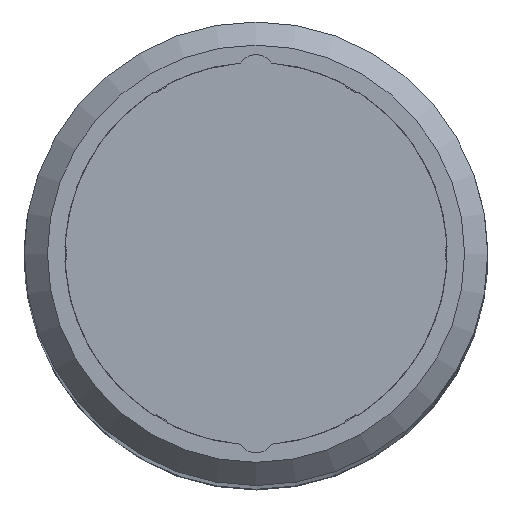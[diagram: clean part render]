
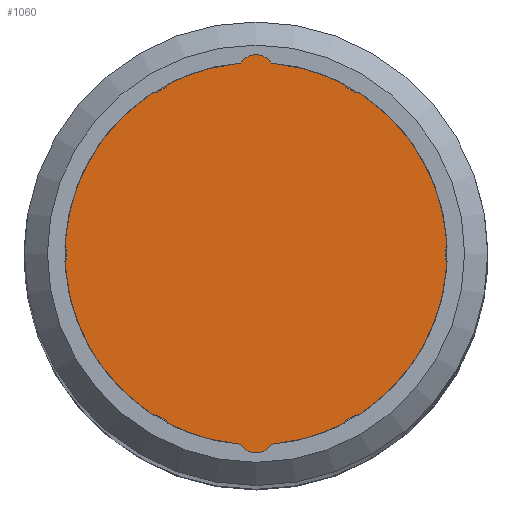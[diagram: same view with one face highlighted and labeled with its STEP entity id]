
A CAD part, top view. The second image highlights one B-rep face of the part: STEP entity #1060.
In plain terms, the highlighted planar face has unit normal (0, 0, 1).
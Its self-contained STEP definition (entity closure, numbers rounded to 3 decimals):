
#90=LINE('',#2032,#138);
#91=LINE('',#2040,#139);
#92=LINE('',#2044,#140);
#93=LINE('',#2048,#141);
#94=LINE('',#2052,#142);
#95=LINE('',#2056,#143);
#96=LINE('',#2060,#144);
#97=LINE('',#2068,#145);
#98=LINE('',#2072,#146);
#99=LINE('',#2076,#147);
#100=LINE('',#2080,#148);
#101=LINE('',#2083,#149);
#138=VECTOR('',#1346,0.068);
#139=VECTOR('',#1353,0.068);
#140=VECTOR('',#1356,0.068);
#141=VECTOR('',#1359,0.068);
#142=VECTOR('',#1362,0.068);
#143=VECTOR('',#1365,0.068);
#144=VECTOR('',#1368,0.068);
#145=VECTOR('',#1375,0.068);
#146=VECTOR('',#1378,0.068);
#147=VECTOR('',#1381,0.068);
#148=VECTOR('',#1384,0.068);
#149=VECTOR('',#1387,0.068);
#180=PLANE('',#1148);
#258=FACE_OUTER_BOUND('',#321,.T.);
#321=EDGE_LOOP('',(#857,#858,#859,#860,#861,#862,#863,#864,#865,#866,#867,
#868,#869,#870,#871,#872,#873,#874,#875,#876,#877,#878,#879,#880,#881,#882,
#883,#884));
#381=CIRCLE('',#1149,4.9);
#382=CIRCLE('',#1150,4.95);
#383=CIRCLE('',#1151,0.5);
#384=CIRCLE('',#1152,4.95);
#385=CIRCLE('',#1153,4.9);
#386=CIRCLE('',#1154,4.95);
#387=CIRCLE('',#1155,4.9);
#388=CIRCLE('',#1156,4.95);
#389=CIRCLE('',#1157,4.9);
#390=CIRCLE('',#1158,4.95);
#391=CIRCLE('',#1159,0.5);
#392=CIRCLE('',#1160,4.95);
#393=CIRCLE('',#1161,4.9);
#394=CIRCLE('',#1162,4.95);
#395=CIRCLE('',#1163,4.9);
#396=CIRCLE('',#1164,4.95);
#481=VERTEX_POINT('',#2028);
#482=VERTEX_POINT('',#2029);
#483=VERTEX_POINT('',#2031);
#484=VERTEX_POINT('',#2033);
#485=VERTEX_POINT('',#2035);
#486=VERTEX_POINT('',#2037);
#487=VERTEX_POINT('',#2039);
#488=VERTEX_POINT('',#2041);
#489=VERTEX_POINT('',#2043);
#490=VERTEX_POINT('',#2045);
#491=VERTEX_POINT('',#2047);
#492=VERTEX_POINT('',#2049);
#493=VERTEX_POINT('',#2051);
#494=VERTEX_POINT('',#2053);
#495=VERTEX_POINT('',#2055);
#496=VERTEX_POINT('',#2057);
#497=VERTEX_POINT('',#2059);
#498=VERTEX_POINT('',#2061);
#499=VERTEX_POINT('',#2063);
#500=VERTEX_POINT('',#2065);
#501=VERTEX_POINT('',#2067);
#502=VERTEX_POINT('',#2069);
#503=VERTEX_POINT('',#2071);
#504=VERTEX_POINT('',#2073);
#505=VERTEX_POINT('',#2075);
#506=VERTEX_POINT('',#2077);
#507=VERTEX_POINT('',#2079);
#508=VERTEX_POINT('',#2081);
#651=EDGE_CURVE('',#481,#482,#381,.T.);
#652=EDGE_CURVE('',#483,#481,#90,.T.);
#653=EDGE_CURVE('',#484,#483,#382,.T.);
#654=EDGE_CURVE('',#485,#484,#383,.T.);
#655=EDGE_CURVE('',#486,#485,#384,.T.);
#656=EDGE_CURVE('',#487,#486,#91,.T.);
#657=EDGE_CURVE('',#488,#487,#385,.T.);
#658=EDGE_CURVE('',#489,#488,#92,.T.);
#659=EDGE_CURVE('',#490,#489,#386,.T.);
#660=EDGE_CURVE('',#491,#490,#93,.T.);
#661=EDGE_CURVE('',#492,#491,#387,.T.);
#662=EDGE_CURVE('',#493,#492,#94,.T.);
#663=EDGE_CURVE('',#494,#493,#388,.T.);
#664=EDGE_CURVE('',#495,#494,#95,.T.);
#665=EDGE_CURVE('',#496,#495,#389,.T.);
#666=EDGE_CURVE('',#497,#496,#96,.T.);
#667=EDGE_CURVE('',#498,#497,#390,.T.);
#668=EDGE_CURVE('',#499,#498,#391,.T.);
#669=EDGE_CURVE('',#500,#499,#392,.T.);
#670=EDGE_CURVE('',#501,#500,#97,.T.);
#671=EDGE_CURVE('',#502,#501,#393,.T.);
#672=EDGE_CURVE('',#503,#502,#98,.T.);
#673=EDGE_CURVE('',#504,#503,#394,.T.);
#674=EDGE_CURVE('',#505,#504,#99,.T.);
#675=EDGE_CURVE('',#506,#505,#395,.T.);
#676=EDGE_CURVE('',#507,#506,#100,.T.);
#677=EDGE_CURVE('',#508,#507,#396,.T.);
#678=EDGE_CURVE('',#482,#508,#101,.T.);
#857=ORIENTED_EDGE('',*,*,#651,.F.);
#858=ORIENTED_EDGE('',*,*,#652,.F.);
#859=ORIENTED_EDGE('',*,*,#653,.F.);
#860=ORIENTED_EDGE('',*,*,#654,.F.);
#861=ORIENTED_EDGE('',*,*,#655,.F.);
#862=ORIENTED_EDGE('',*,*,#656,.F.);
#863=ORIENTED_EDGE('',*,*,#657,.F.);
#864=ORIENTED_EDGE('',*,*,#658,.F.);
#865=ORIENTED_EDGE('',*,*,#659,.F.);
#866=ORIENTED_EDGE('',*,*,#660,.F.);
#867=ORIENTED_EDGE('',*,*,#661,.F.);
#868=ORIENTED_EDGE('',*,*,#662,.F.);
#869=ORIENTED_EDGE('',*,*,#663,.F.);
#870=ORIENTED_EDGE('',*,*,#664,.F.);
#871=ORIENTED_EDGE('',*,*,#665,.F.);
#872=ORIENTED_EDGE('',*,*,#666,.F.);
#873=ORIENTED_EDGE('',*,*,#667,.F.);
#874=ORIENTED_EDGE('',*,*,#668,.F.);
#875=ORIENTED_EDGE('',*,*,#669,.F.);
#876=ORIENTED_EDGE('',*,*,#670,.F.);
#877=ORIENTED_EDGE('',*,*,#671,.F.);
#878=ORIENTED_EDGE('',*,*,#672,.F.);
#879=ORIENTED_EDGE('',*,*,#673,.F.);
#880=ORIENTED_EDGE('',*,*,#674,.F.);
#881=ORIENTED_EDGE('',*,*,#675,.F.);
#882=ORIENTED_EDGE('',*,*,#676,.F.);
#883=ORIENTED_EDGE('',*,*,#677,.F.);
#884=ORIENTED_EDGE('',*,*,#678,.F.);
#1060=ADVANCED_FACE('',(#258),#180,.F.);
#1148=AXIS2_PLACEMENT_3D('',#2027,#1342,#1343);
#1149=AXIS2_PLACEMENT_3D('',#2030,#1344,#1345);
#1150=AXIS2_PLACEMENT_3D('',#2034,#1347,#1348);
#1151=AXIS2_PLACEMENT_3D('',#2036,#1349,#1350);
#1152=AXIS2_PLACEMENT_3D('',#2038,#1351,#1352);
#1153=AXIS2_PLACEMENT_3D('',#2042,#1354,#1355);
#1154=AXIS2_PLACEMENT_3D('',#2046,#1357,#1358);
#1155=AXIS2_PLACEMENT_3D('',#2050,#1360,#1361);
#1156=AXIS2_PLACEMENT_3D('',#2054,#1363,#1364);
#1157=AXIS2_PLACEMENT_3D('',#2058,#1366,#1367);
#1158=AXIS2_PLACEMENT_3D('',#2062,#1369,#1370);
#1159=AXIS2_PLACEMENT_3D('',#2064,#1371,#1372);
#1160=AXIS2_PLACEMENT_3D('',#2066,#1373,#1374);
#1161=AXIS2_PLACEMENT_3D('',#2070,#1376,#1377);
#1162=AXIS2_PLACEMENT_3D('',#2074,#1379,#1380);
#1163=AXIS2_PLACEMENT_3D('',#2078,#1382,#1383);
#1164=AXIS2_PLACEMENT_3D('',#2082,#1385,#1386);
#1342=DIRECTION('center_axis',(0.,0.,-1.));
#1343=DIRECTION('ref_axis',(0.,-1.,0.));
#1344=DIRECTION('center_axis',(0.,0.,-1.));
#1345=DIRECTION('ref_axis',(-0.473,-0.881,0.));
#1346=DIRECTION('',(-0.259,0.966,0.));
#1347=DIRECTION('center_axis',(0.,0.,-1.));
#1348=DIRECTION('ref_axis',(-0.083,-0.997,0.));
#1349=DIRECTION('center_axis',(0.,0.,-1.));
#1350=DIRECTION('ref_axis',(0.825,-0.566,0.));
#1351=DIRECTION('center_axis',(0.,0.,-1.));
#1352=DIRECTION('ref_axis',(0.465,-0.885,0.));
#1353=DIRECTION('',(-0.259,-0.966,0.));
#1354=DIRECTION('center_axis',(0.,0.,-1.));
#1355=DIRECTION('ref_axis',(0.526,-0.85,0.));
#1356=DIRECTION('',(-0.966,0.259,0.));
#1357=DIRECTION('center_axis',(0.,0.,-1.));
#1358=DIRECTION('ref_axis',(0.999,-0.04,0.));
#1359=DIRECTION('',(0.707,-0.707,0.));
#1360=DIRECTION('center_axis',(0.,0.,-1.));
#1361=DIRECTION('ref_axis',(1.,0.031,0.));
#1362=DIRECTION('',(-0.707,-0.707,0.));
#1363=DIRECTION('center_axis',(0.,0.,-1.));
#1364=DIRECTION('ref_axis',(0.534,0.845,0.));
#1365=DIRECTION('',(0.966,0.259,0.));
#1366=DIRECTION('center_axis',(0.,0.,-1.));
#1367=DIRECTION('ref_axis',(0.473,0.881,0.));
#1368=DIRECTION('',(0.259,-0.966,0.));
#1369=DIRECTION('center_axis',(0.,0.,-1.));
#1370=DIRECTION('ref_axis',(0.083,0.997,0.));
#1371=DIRECTION('center_axis',(0.,0.,-1.));
#1372=DIRECTION('ref_axis',(-0.825,0.566,0.));
#1373=DIRECTION('center_axis',(0.,0.,-1.));
#1374=DIRECTION('ref_axis',(-0.465,0.885,0.));
#1375=DIRECTION('',(0.259,0.966,0.));
#1376=DIRECTION('center_axis',(0.,0.,-1.));
#1377=DIRECTION('ref_axis',(-0.526,0.85,0.));
#1378=DIRECTION('',(0.966,-0.259,0.));
#1379=DIRECTION('center_axis',(0.,0.,-1.));
#1380=DIRECTION('ref_axis',(-0.999,0.04,0.));
#1381=DIRECTION('',(-0.707,0.707,0.));
#1382=DIRECTION('center_axis',(0.,0.,-1.));
#1383=DIRECTION('ref_axis',(-1.,-0.031,0.));
#1384=DIRECTION('',(0.707,0.707,0.));
#1385=DIRECTION('center_axis',(0.,0.,-1.));
#1386=DIRECTION('ref_axis',(-0.534,-0.845,0.));
#1387=DIRECTION('',(-0.966,-0.259,0.));
#2027=CARTESIAN_POINT('Origin',(0.,0.,69.2));
#2028=CARTESIAN_POINT('',(-2.319,-4.317,69.2));
#2029=CARTESIAN_POINT('',(-2.579,-4.167,69.2));
#2030=CARTESIAN_POINT('Origin',(0.,0.,69.2));
#2031=CARTESIAN_POINT('',(-2.301,-4.383,69.2));
#2032=CARTESIAN_POINT('',(-2.301,-4.383,69.2));
#2033=CARTESIAN_POINT('',(-0.412,-4.933,69.2));
#2034=CARTESIAN_POINT('Origin',(0.,0.,69.2));
#2035=CARTESIAN_POINT('',(0.412,-4.933,69.2));
#2036=CARTESIAN_POINT('Origin',(0.,-4.65,69.2));
#2037=CARTESIAN_POINT('',(2.301,-4.383,69.2));
#2038=CARTESIAN_POINT('Origin',(0.,0.,69.2));
#2039=CARTESIAN_POINT('',(2.319,-4.317,69.2));
#2040=CARTESIAN_POINT('',(2.319,-4.317,69.2));
#2041=CARTESIAN_POINT('',(2.579,-4.167,69.2));
#2042=CARTESIAN_POINT('Origin',(0.,0.,69.2));
#2043=CARTESIAN_POINT('',(2.645,-4.184,69.2));
#2044=CARTESIAN_POINT('',(2.645,-4.184,69.2));
#2045=CARTESIAN_POINT('',(4.946,-0.198,69.2));
#2046=CARTESIAN_POINT('Origin',(0.,0.,69.2));
#2047=CARTESIAN_POINT('',(4.898,-0.15,69.2));
#2048=CARTESIAN_POINT('',(4.898,-0.15,69.2));
#2049=CARTESIAN_POINT('',(4.898,0.15,69.2));
#2050=CARTESIAN_POINT('Origin',(0.,0.,69.2));
#2051=CARTESIAN_POINT('',(4.946,0.198,69.2));
#2052=CARTESIAN_POINT('',(4.946,0.198,69.2));
#2053=CARTESIAN_POINT('',(2.645,4.184,69.2));
#2054=CARTESIAN_POINT('Origin',(0.,0.,69.2));
#2055=CARTESIAN_POINT('',(2.579,4.167,69.2));
#2056=CARTESIAN_POINT('',(2.579,4.167,69.2));
#2057=CARTESIAN_POINT('',(2.319,4.317,69.2));
#2058=CARTESIAN_POINT('Origin',(0.,0.,69.2));
#2059=CARTESIAN_POINT('',(2.301,4.383,69.2));
#2060=CARTESIAN_POINT('',(2.301,4.383,69.2));
#2061=CARTESIAN_POINT('',(0.412,4.933,69.2));
#2062=CARTESIAN_POINT('Origin',(0.,0.,69.2));
#2063=CARTESIAN_POINT('',(-0.412,4.933,69.2));
#2064=CARTESIAN_POINT('Origin',(0.,4.65,69.2));
#2065=CARTESIAN_POINT('',(-2.301,4.383,69.2));
#2066=CARTESIAN_POINT('Origin',(0.,0.,69.2));
#2067=CARTESIAN_POINT('',(-2.319,4.317,69.2));
#2068=CARTESIAN_POINT('',(-2.319,4.317,69.2));
#2069=CARTESIAN_POINT('',(-2.579,4.167,69.2));
#2070=CARTESIAN_POINT('Origin',(0.,0.,69.2));
#2071=CARTESIAN_POINT('',(-2.645,4.184,69.2));
#2072=CARTESIAN_POINT('',(-2.645,4.184,69.2));
#2073=CARTESIAN_POINT('',(-4.946,0.198,69.2));
#2074=CARTESIAN_POINT('Origin',(0.,0.,69.2));
#2075=CARTESIAN_POINT('',(-4.898,0.15,69.2));
#2076=CARTESIAN_POINT('',(-4.898,0.15,69.2));
#2077=CARTESIAN_POINT('',(-4.898,-0.15,69.2));
#2078=CARTESIAN_POINT('Origin',(0.,0.,69.2));
#2079=CARTESIAN_POINT('',(-4.946,-0.198,69.2));
#2080=CARTESIAN_POINT('',(-4.946,-0.198,69.2));
#2081=CARTESIAN_POINT('',(-2.645,-4.184,69.2));
#2082=CARTESIAN_POINT('Origin',(0.,0.,69.2));
#2083=CARTESIAN_POINT('',(-2.579,-4.167,69.2));
